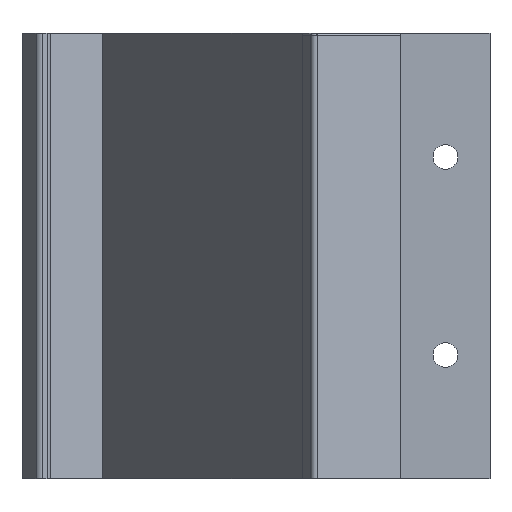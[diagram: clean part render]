
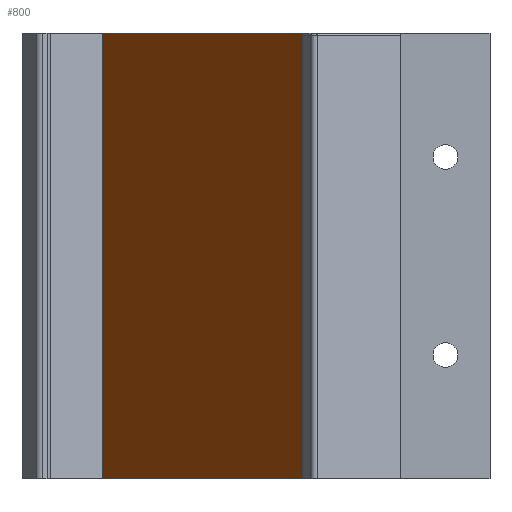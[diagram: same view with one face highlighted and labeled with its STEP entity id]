
A CAD part, left-side view. The second image highlights one B-rep face of the part: STEP entity #800.
In plain terms, the highlighted planar face has unit normal (-0.309, 0.951, 0).
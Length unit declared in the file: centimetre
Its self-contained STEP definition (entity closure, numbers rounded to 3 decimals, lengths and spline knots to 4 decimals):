
#134=VECTOR('',#969,1.);
#161=VECTOR('',#1019,1.);
#163=VECTOR('',#1022,1.);
#164=VECTOR('',#1023,1.);
#208=LINE('',#1165,#134);
#235=LINE('',#1225,#161);
#237=LINE('',#1229,#163);
#238=LINE('',#1231,#164);
#270=PLANE('',#864);
#318=VERTEX_POINT('',#1164);
#319=VERTEX_POINT('',#1166);
#335=VERTEX_POINT('',#1226);
#336=VERTEX_POINT('',#1230);
#423=EDGE_CURVE('',#319,#318,#208,.T.);
#453=EDGE_CURVE('',#335,#319,#235,.T.);
#455=EDGE_CURVE('',#336,#318,#237,.T.);
#456=EDGE_CURVE('',#335,#336,#238,.T.);
#608=ORIENTED_EDGE('',*,*,#423,.T.);
#609=ORIENTED_EDGE('',*,*,#455,.F.);
#610=ORIENTED_EDGE('',*,*,#456,.F.);
#611=ORIENTED_EDGE('',*,*,#453,.T.);
#716=EDGE_LOOP('',(#608,#609,#610,#611));
#761=FACE_BOUND('',#716,.T.);
#800=ADVANCED_FACE('',(#761),#270,.T.);
#864=AXIS2_PLACEMENT_3D('',#1228,#1021,$);
#969=DIRECTION('',(0.951,0.309,0.));
#1019=DIRECTION('',(0.,0.,1.));
#1021=DIRECTION('',(-0.309,0.951,0.));
#1022=DIRECTION('',(0.,0.,1.));
#1023=DIRECTION('',(0.951,0.309,0.));
#1164=CARTESIAN_POINT('',(13.9441,5.3156,9.));
#1165=CARTESIAN_POINT('',(-1.9766,0.1427,9.));
#1166=CARTESIAN_POINT('',(-1.9766,0.1427,9.));
#1225=CARTESIAN_POINT('',(-1.9766,0.1427,0.));
#1226=CARTESIAN_POINT('',(-1.9766,0.1427,0.));
#1228=CARTESIAN_POINT('',(5.9838,2.7291,0.));
#1229=CARTESIAN_POINT('',(13.9441,5.3156,0.));
#1230=CARTESIAN_POINT('',(13.9441,5.3156,0.));
#1231=CARTESIAN_POINT('',(-1.9766,0.1427,0.));
